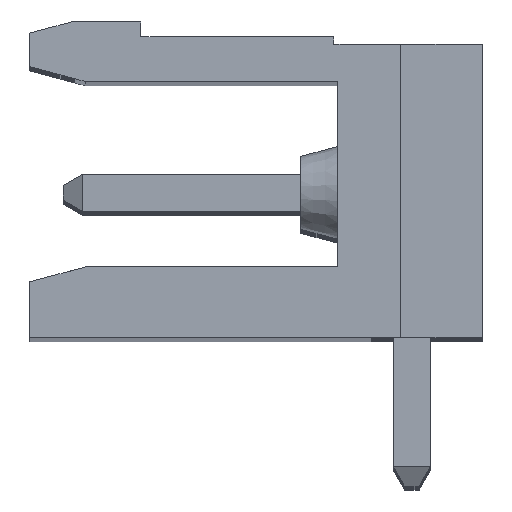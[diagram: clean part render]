
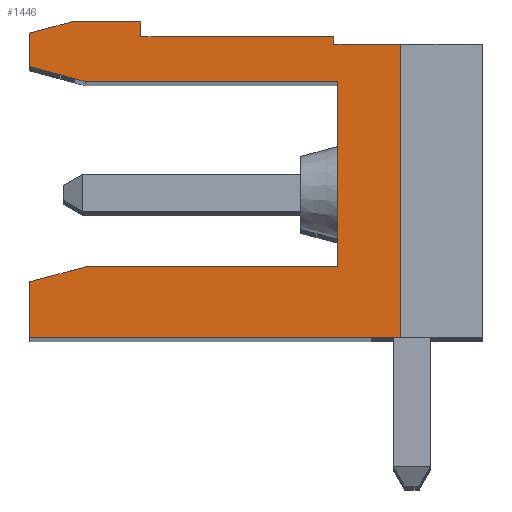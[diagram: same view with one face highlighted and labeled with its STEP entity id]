
A CAD part, top view. The second image highlights one B-rep face of the part: STEP entity #1446.
In plain terms, the highlighted planar face has unit normal (0, 0, 1).
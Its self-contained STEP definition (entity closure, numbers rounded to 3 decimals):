
#1446 = ADVANCED_FACE( '', ( #3273 ), #3274, .T. );
#3273 = FACE_OUTER_BOUND( '', #5463, .T. );
#3274 = PLANE( '', #5464 );
#5463 = EDGE_LOOP( '', ( #10007, #10008, #10009, #10010, #10011, #10012, #10013, #10014, #10015, #10016, #10017, #10018, #10019, #10020, #10021 ) );
#5464 = AXIS2_PLACEMENT_3D( '', #10022, #10023, #10024 );
#10007 = ORIENTED_EDGE( '', *, *, #13199, .F. );
#10008 = ORIENTED_EDGE( '', *, *, #13582, .F. );
#10009 = ORIENTED_EDGE( '', *, *, #14351, .F. );
#10010 = ORIENTED_EDGE( '', *, *, #13143, .F. );
#10011 = ORIENTED_EDGE( '', *, *, #14838, .F. );
#10012 = ORIENTED_EDGE( '', *, *, #14534, .T. );
#10013 = ORIENTED_EDGE( '', *, *, #14756, .F. );
#10014 = ORIENTED_EDGE( '', *, *, #14154, .F. );
#10015 = ORIENTED_EDGE( '', *, *, #13062, .F. );
#10016 = ORIENTED_EDGE( '', *, *, #14512, .F. );
#10017 = ORIENTED_EDGE( '', *, *, #14839, .F. );
#10018 = ORIENTED_EDGE( '', *, *, #14042, .T. );
#10019 = ORIENTED_EDGE( '', *, *, #14716, .T. );
#10020 = ORIENTED_EDGE( '', *, *, #14566, .T. );
#10021 = ORIENTED_EDGE( '', *, *, #13512, .T. );
#10022 = CARTESIAN_POINT( '', ( 194.225, 203.51, 76.2 ) );
#10023 = DIRECTION( '', ( 0., 0., 1. ) );
#10024 = DIRECTION( '', ( 1., 0., 0. ) );
#13062 = EDGE_CURVE( '', #15645, #15648, #15649, .T. );
#13143 = EDGE_CURVE( '', #15801, #15803, #15804, .T. );
#13199 = EDGE_CURVE( '', #15900, #15902, #15903, .T. );
#13512 = EDGE_CURVE( '', #16451, #15902, #16452, .T. );
#13582 = EDGE_CURVE( '', #16565, #15900, #16567, .T. );
#14042 = EDGE_CURVE( '', #17306, #17307, #17308, .T. );
#14154 = EDGE_CURVE( '', #15648, #17480, #17481, .T. );
#14351 = EDGE_CURVE( '', #15803, #16565, #17764, .T. );
#14512 = EDGE_CURVE( '', #17999, #15645, #18002, .T. );
#14534 = EDGE_CURVE( '', #18032, #18033, #18034, .T. );
#14566 = EDGE_CURVE( '', #18076, #16451, #18077, .T. );
#14716 = EDGE_CURVE( '', #17307, #18076, #18278, .T. );
#14756 = EDGE_CURVE( '', #17480, #18033, #18331, .T. );
#14838 = EDGE_CURVE( '', #18032, #15801, #18449, .T. );
#14839 = EDGE_CURVE( '', #17306, #17999, #18450, .T. );
#15645 = VERTEX_POINT( '', #19403 );
#15648 = VERTEX_POINT( '', #19407 );
#15649 = LINE( '', #19408, #19409 );
#15801 = VERTEX_POINT( '', #19634 );
#15803 = VERTEX_POINT( '', #19637 );
#15804 = LINE( '', #19638, #19639 );
#15900 = VERTEX_POINT( '', #19776 );
#15902 = VERTEX_POINT( '', #19779 );
#15903 = LINE( '', #19780, #19781 );
#16451 = VERTEX_POINT( '', #20584 );
#16452 = LINE( '', #20585, #20586 );
#16565 = VERTEX_POINT( '', #20749 );
#16567 = LINE( '', #20752, #20753 );
#17306 = VERTEX_POINT( '', #21860 );
#17307 = VERTEX_POINT( '', #21861 );
#17308 = LINE( '', #21862, #21863 );
#17480 = VERTEX_POINT( '', #22126 );
#17481 = LINE( '', #22127, #22128 );
#17764 = LINE( '', #22544, #22545 );
#17999 = VERTEX_POINT( '', #22892 );
#18002 = LINE( '', #22896, #22897 );
#18032 = VERTEX_POINT( '', #22946 );
#18033 = VERTEX_POINT( '', #22947 );
#18034 = LINE( '', #22948, #22949 );
#18076 = VERTEX_POINT( '', #23009 );
#18077 = LINE( '', #23010, #23011 );
#18278 = LINE( '', #23317, #23318 );
#18331 = LINE( '', #23404, #23405 );
#18449 = LINE( '', #23597, #23598 );
#18450 = LINE( '', #23599, #23600 );
#19403 = CARTESIAN_POINT( '', ( 202.425, 204.11, 76.2 ) );
#19407 = CARTESIAN_POINT( '', ( 204.225, 204.11, 76.2 ) );
#19408 = CARTESIAN_POINT( '', ( 206.425, 204.11, 76.2 ) );
#19409 = VECTOR( '', #24792, 1000. );
#19634 = CARTESIAN_POINT( '', ( 195.725, 198.11, 76.2 ) );
#19637 = CARTESIAN_POINT( '', ( 202.525, 198.11, 76.2 ) );
#19638 = CARTESIAN_POINT( '', ( 195.725, 198.11, 76.2 ) );
#19639 = VECTOR( '', #24867, 1000. );
#19776 = CARTESIAN_POINT( '', ( 195.718, 203.11, 76.2 ) );
#19779 = CARTESIAN_POINT( '', ( 194.225, 203.51, 76.2 ) );
#19780 = CARTESIAN_POINT( '', ( 195.718, 203.11, 76.2 ) );
#19781 = VECTOR( '', #24919, 1000. );
#20584 = CARTESIAN_POINT( '', ( 194.225, 204.41, 76.2 ) );
#20585 = CARTESIAN_POINT( '', ( 194.225, 204.31, 76.2 ) );
#20586 = VECTOR( '', #25205, 1000. );
#20749 = CARTESIAN_POINT( '', ( 202.525, 203.11, 76.2 ) );
#20752 = CARTESIAN_POINT( '', ( 202.525, 203.11, 76.2 ) );
#20753 = VECTOR( '', #25269, 1000. );
#21860 = CARTESIAN_POINT( '', ( 197.225, 204.31, 76.2 ) );
#21861 = CARTESIAN_POINT( '', ( 197.225, 204.71, 76.2 ) );
#21862 = CARTESIAN_POINT( '', ( 197.225, 204.81, 76.2 ) );
#21863 = VECTOR( '', #25659, 1000. );
#22126 = CARTESIAN_POINT( '', ( 204.225, 196.21, 76.2 ) );
#22127 = CARTESIAN_POINT( '', ( 204.225, 204.11, 76.2 ) );
#22128 = VECTOR( '', #25748, 1000. );
#22544 = CARTESIAN_POINT( '', ( 202.525, 198.11, 76.2 ) );
#22545 = VECTOR( '', #25921, 1000. );
#22892 = CARTESIAN_POINT( '', ( 202.425, 204.31, 76.2 ) );
#22896 = CARTESIAN_POINT( '', ( 202.425, 204.11, 76.2 ) );
#22897 = VECTOR( '', #26059, 1000. );
#22946 = CARTESIAN_POINT( '', ( 194.225, 197.708, 76.2 ) );
#22947 = CARTESIAN_POINT( '', ( 194.225, 196.21, 76.2 ) );
#22948 = CARTESIAN_POINT( '', ( 194.225, 204.31, 76.2 ) );
#22949 = VECTOR( '', #26073, 1000. );
#23009 = CARTESIAN_POINT( '', ( 195.345, 204.71, 76.2 ) );
#23010 = CARTESIAN_POINT( '', ( 194.225, 204.41, 76.2 ) );
#23011 = VECTOR( '', #26113, 1000. );
#23317 = CARTESIAN_POINT( '', ( 195.718, 204.71, 76.2 ) );
#23318 = VECTOR( '', #26228, 1000. );
#23404 = CARTESIAN_POINT( '', ( 194.225, 196.21, 76.2 ) );
#23405 = VECTOR( '', #26262, 1000. );
#23597 = CARTESIAN_POINT( '', ( 194.225, 197.708, 76.2 ) );
#23598 = VECTOR( '', #26337, 1000. );
#23599 = CARTESIAN_POINT( '', ( 202.425, 204.31, 76.2 ) );
#23600 = VECTOR( '', #26338, 1000. );
#24792 = DIRECTION( '', ( 1., 0., 0. ) );
#24867 = DIRECTION( '', ( 1., 0., 0. ) );
#24919 = DIRECTION( '', ( -0.966, 0.259, 0. ) );
#25205 = DIRECTION( '', ( 0., -1., 0. ) );
#25269 = DIRECTION( '', ( -1., 0., 0. ) );
#25659 = DIRECTION( '', ( 0., 1., 0. ) );
#25748 = DIRECTION( '', ( 0., -1., 0. ) );
#25921 = DIRECTION( '', ( 0., 1., 0. ) );
#26059 = DIRECTION( '', ( 0., -1., 0. ) );
#26073 = DIRECTION( '', ( 0., -1., 0. ) );
#26113 = DIRECTION( '', ( -0.966, -0.259, 0. ) );
#26228 = DIRECTION( '', ( -1., 0., 0. ) );
#26262 = DIRECTION( '', ( -1., 0., 0. ) );
#26337 = DIRECTION( '', ( 0.966, 0.259, 0. ) );
#26338 = DIRECTION( '', ( 1., 0., 0. ) );
